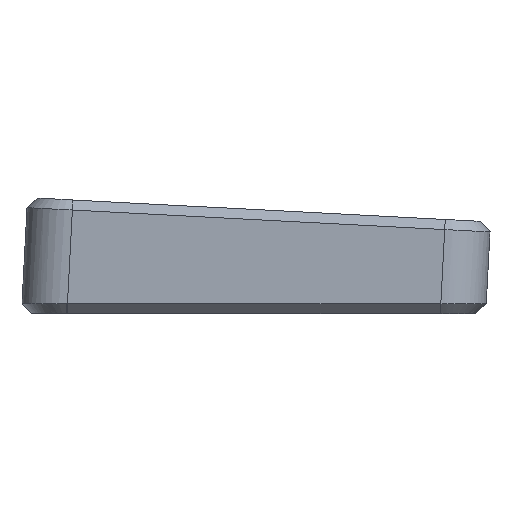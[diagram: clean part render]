
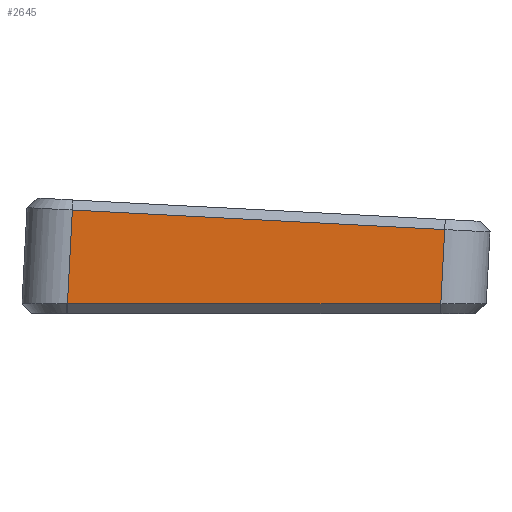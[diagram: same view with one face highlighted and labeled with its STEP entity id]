
A CAD part, left-side view. The second image highlights one B-rep face of the part: STEP entity #2645.
In plain terms, the highlighted planar face has unit normal (-1, 0, 0).
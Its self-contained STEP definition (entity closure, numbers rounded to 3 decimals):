
#49=B_SPLINE_CURVE_WITH_KNOTS('',3,(#4307,#4308,#4309,#4310),
 .UNSPECIFIED.,.F.,.F.,(4,4),(1.559,1.571),
 .UNSPECIFIED.);
#357=FACE_OUTER_BOUND('',#514,.T.);
#514=EDGE_LOOP('',(#2415,#2416,#2417,#2418,#2419));
#648=LINE('',#4266,#903);
#657=LINE('',#4343,#912);
#672=LINE('',#4383,#927);
#742=LINE('',#4582,#997);
#903=VECTOR('',#3285,10.);
#912=VECTOR('',#3310,10.);
#927=VECTOR('',#3351,10.);
#997=VECTOR('',#3583,10.);
#1169=VERTEX_POINT('',#4099);
#1183=VERTEX_POINT('',#4259);
#1186=VERTEX_POINT('',#4264);
#1198=VERTEX_POINT('',#4342);
#1209=VERTEX_POINT('',#4379);
#1482=EDGE_CURVE('',#1186,#1183,#648,.T.);
#1485=EDGE_CURVE('',#1169,#1186,#49,.T.);
#1500=EDGE_CURVE('',#1183,#1198,#657,.T.);
#1520=EDGE_CURVE('',#1198,#1209,#672,.T.);
#1620=EDGE_CURVE('',#1209,#1169,#742,.T.);
#2415=ORIENTED_EDGE('',*,*,#1485,.F.);
#2416=ORIENTED_EDGE('',*,*,#1620,.F.);
#2417=ORIENTED_EDGE('',*,*,#1520,.F.);
#2418=ORIENTED_EDGE('',*,*,#1500,.F.);
#2419=ORIENTED_EDGE('',*,*,#1482,.F.);
#2495=PLANE('',#2911);
#2645=ADVANCED_FACE('',(#357),#2495,.T.);
#2911=AXIS2_PLACEMENT_3D('',#4658,#3671,#3672);
#3285=DIRECTION('',(0.,1.,0.));
#3310=DIRECTION('',(0.,-0.052,0.999));
#3351=DIRECTION('',(0.,-0.999,-0.052));
#3583=DIRECTION('',(0.,0.052,-0.999));
#3671=DIRECTION('center_axis',(-1.,0.,0.));
#3672=DIRECTION('ref_axis',(0.,-0.999,-0.052));
#4099=CARTESIAN_POINT('',(4.272,-1.116,1.788));
#4259=CARTESIAN_POINT('',(4.272,72.936,1.788));
#4264=CARTESIAN_POINT('',(4.272,-1.011,1.788));
#4266=CARTESIAN_POINT('',(4.272,58.902,1.788));
#4307=CARTESIAN_POINT('Ctrl Pts',(4.272,-1.116,1.788));
#4308=CARTESIAN_POINT('Ctrl Pts',(4.272,-1.081,1.788));
#4309=CARTESIAN_POINT('Ctrl Pts',(4.272,-1.046,1.788));
#4310=CARTESIAN_POINT('Ctrl Pts',(4.272,-1.011,1.788));
#4342=CARTESIAN_POINT('',(4.272,71.961,20.382));
#4343=CARTESIAN_POINT('',(4.272,72.802,4.344));
#4379=CARTESIAN_POINT('',(4.272,-1.887,16.511));
#4383=CARTESIAN_POINT('',(4.272,57.993,19.65));
#4582=CARTESIAN_POINT('',(4.272,-1.047,0.473));
#4658=CARTESIAN_POINT('Origin',(4.272,81.79,4.815));
